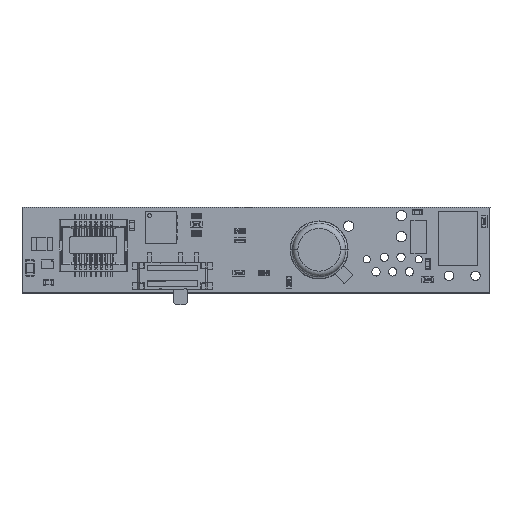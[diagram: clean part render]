
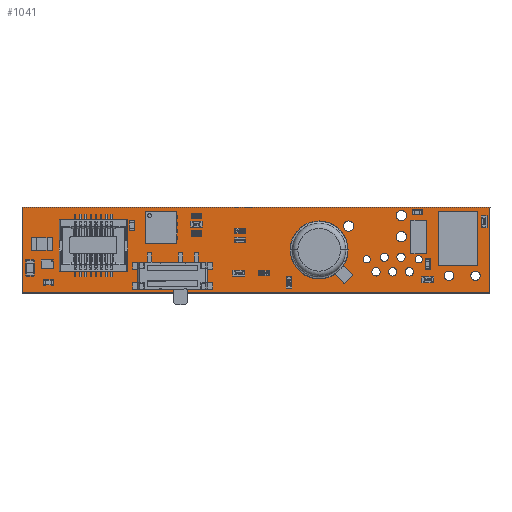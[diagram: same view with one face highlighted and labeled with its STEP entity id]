
A CAD part, top view. The second image highlights one B-rep face of the part: STEP entity #1041.
In plain terms, the highlighted planar face has unit normal (0, 0, 1).
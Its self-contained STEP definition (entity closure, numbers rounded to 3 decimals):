
#264 = VERTEX_POINT('',#265);
#265 = CARTESIAN_POINT('',(0.,0.,0.817));
#271 = EDGE_CURVE('',#264,#272,#274,.T.);
#272 = VERTEX_POINT('',#273);
#273 = CARTESIAN_POINT('',(0.,8.255,0.817));
#274 = LINE('',#275,#276);
#275 = CARTESIAN_POINT('',(0.,0.,0.817));
#276 = VECTOR('',#277,1.);
#277 = DIRECTION('',(0.,1.,0.));
#302 = EDGE_CURVE('',#272,#303,#305,.T.);
#303 = VERTEX_POINT('',#304);
#304 = CARTESIAN_POINT('',(44.959,8.255,0.817));
#305 = LINE('',#306,#307);
#306 = CARTESIAN_POINT('',(0.,8.255,0.817));
#307 = VECTOR('',#308,1.);
#308 = DIRECTION('',(1.,0.,0.));
#333 = EDGE_CURVE('',#303,#334,#336,.T.);
#334 = VERTEX_POINT('',#335);
#335 = CARTESIAN_POINT('',(44.956,0.,0.817));
#336 = LINE('',#337,#338);
#337 = CARTESIAN_POINT('',(44.959,8.255,0.817));
#338 = VECTOR('',#339,1.);
#339 = DIRECTION('',(0.,-1.,0.));
#364 = EDGE_CURVE('',#334,#264,#365,.T.);
#365 = LINE('',#366,#367);
#366 = CARTESIAN_POINT('',(44.956,0.,0.817));
#367 = VECTOR('',#368,1.);
#368 = DIRECTION('',(-1.,0.,0.));
#388 = VERTEX_POINT('',#389);
#389 = CARTESIAN_POINT('',(16.428,1.651,0.817));
#395 = EDGE_CURVE('',#388,#388,#396,.T.);
#396 = CIRCLE('',#397,0.45);
#397 = AXIS2_PLACEMENT_3D('',#398,#399,#400);
#398 = CARTESIAN_POINT('',(15.978,1.651,0.817));
#399 = DIRECTION('',(0.,0.,1.));
#400 = DIRECTION('',(1.,0.,0.));
#421 = VERTEX_POINT('',#422);
#422 = CARTESIAN_POINT('',(13.428,1.651,0.817));
#428 = EDGE_CURVE('',#421,#421,#429,.T.);
#429 = CIRCLE('',#430,0.45);
#430 = AXIS2_PLACEMENT_3D('',#431,#432,#433);
#431 = CARTESIAN_POINT('',(12.978,1.651,0.817));
#432 = DIRECTION('',(0.,0.,1.));
#433 = DIRECTION('',(1.,0.,0.));
#454 = VERTEX_POINT('',#455);
#455 = CARTESIAN_POINT('',(34.411,2.032,0.817));
#461 = EDGE_CURVE('',#454,#454,#462,.T.);
#462 = CIRCLE('',#463,0.4);
#463 = AXIS2_PLACEMENT_3D('',#464,#465,#466);
#464 = CARTESIAN_POINT('',(34.011,2.032,0.817));
#465 = DIRECTION('',(0.,0.,1.));
#466 = DIRECTION('',(1.,0.,0.));
#487 = VERTEX_POINT('',#488);
#488 = CARTESIAN_POINT('',(28.85,2.858,0.817));
#494 = EDGE_CURVE('',#487,#487,#495,.T.);
#495 = CIRCLE('',#496,0.35);
#496 = AXIS2_PLACEMENT_3D('',#497,#498,#499);
#497 = CARTESIAN_POINT('',(28.5,2.858,0.817));
#498 = DIRECTION('',(0.,0.,1.));
#499 = DIRECTION('',(1.,0.,0.));
#520 = VERTEX_POINT('',#521);
#521 = CARTESIAN_POINT('',(27.58,4.128,0.817));
#527 = EDGE_CURVE('',#520,#520,#528,.T.);
#528 = CIRCLE('',#529,0.35);
#529 = AXIS2_PLACEMENT_3D('',#530,#531,#532);
#530 = CARTESIAN_POINT('',(27.23,4.128,0.817));
#531 = DIRECTION('',(0.,0.,1.));
#532 = DIRECTION('',(1.,0.,0.));
#553 = VERTEX_POINT('',#554);
#554 = CARTESIAN_POINT('',(28.85,5.398,0.817));
#560 = EDGE_CURVE('',#553,#553,#561,.T.);
#561 = CIRCLE('',#562,0.35);
#562 = AXIS2_PLACEMENT_3D('',#563,#564,#565);
#563 = CARTESIAN_POINT('',(28.5,5.398,0.817));
#564 = DIRECTION('',(0.,0.,1.));
#565 = DIRECTION('',(1.,0.,0.));
#586 = VERTEX_POINT('',#587);
#587 = CARTESIAN_POINT('',(33.461,3.232,0.817));
#593 = EDGE_CURVE('',#586,#586,#594,.T.);
#594 = CIRCLE('',#595,0.35);
#595 = AXIS2_PLACEMENT_3D('',#596,#597,#598);
#596 = CARTESIAN_POINT('',(33.111,3.232,0.817));
#597 = DIRECTION('',(0.,0.,1.));
#598 = DIRECTION('',(1.,0.,0.));
#619 = VERTEX_POINT('',#620);
#620 = CARTESIAN_POINT('',(30.12,4.128,0.817));
#626 = EDGE_CURVE('',#619,#619,#627,.T.);
#627 = CIRCLE('',#628,0.35);
#628 = AXIS2_PLACEMENT_3D('',#629,#630,#631);
#629 = CARTESIAN_POINT('',(29.77,4.128,0.817));
#630 = DIRECTION('',(0.,0.,1.));
#631 = DIRECTION('',(1.,0.,0.));
#652 = VERTEX_POINT('',#653);
#653 = CARTESIAN_POINT('',(31.864,6.424,0.817));
#659 = EDGE_CURVE('',#652,#652,#660,.T.);
#660 = CIRCLE('',#661,0.495);
#661 = AXIS2_PLACEMENT_3D('',#662,#663,#664);
#662 = CARTESIAN_POINT('',(31.369,6.424,0.817));
#663 = DIRECTION('',(0.,0.,1.));
#664 = DIRECTION('',(1.,0.,0.));
#685 = VERTEX_POINT('',#686);
#686 = CARTESIAN_POINT('',(37.611,2.032,0.817));
#692 = EDGE_CURVE('',#685,#685,#693,.T.);
#693 = CIRCLE('',#694,0.4);
#694 = AXIS2_PLACEMENT_3D('',#695,#696,#697);
#695 = CARTESIAN_POINT('',(37.211,2.032,0.817));
#696 = DIRECTION('',(0.,0.,1.));
#697 = DIRECTION('',(1.,0.,0.));
#718 = VERTEX_POINT('',#719);
#719 = CARTESIAN_POINT('',(36.011,2.032,0.817));
#725 = EDGE_CURVE('',#718,#718,#726,.T.);
#726 = CIRCLE('',#727,0.4);
#727 = AXIS2_PLACEMENT_3D('',#728,#729,#730);
#728 = CARTESIAN_POINT('',(35.611,2.032,0.817));
#729 = DIRECTION('',(0.,0.,1.));
#730 = DIRECTION('',(1.,0.,0.));
#751 = VERTEX_POINT('',#752);
#752 = CARTESIAN_POINT('',(44.011,1.651,0.817));
#758 = EDGE_CURVE('',#751,#751,#759,.T.);
#759 = CIRCLE('',#760,0.45);
#760 = AXIS2_PLACEMENT_3D('',#761,#762,#763);
#761 = CARTESIAN_POINT('',(43.561,1.651,0.817));
#762 = DIRECTION('',(0.,0.,1.));
#763 = DIRECTION('',(1.,0.,0.));
#784 = VERTEX_POINT('',#785);
#785 = CARTESIAN_POINT('',(41.471,1.651,0.817));
#791 = EDGE_CURVE('',#784,#784,#792,.T.);
#792 = CIRCLE('',#793,0.45);
#793 = AXIS2_PLACEMENT_3D('',#794,#795,#796);
#794 = CARTESIAN_POINT('',(41.021,1.651,0.817));
#795 = DIRECTION('',(0.,0.,1.));
#796 = DIRECTION('',(1.,0.,0.));
#817 = VERTEX_POINT('',#818);
#818 = CARTESIAN_POINT('',(36.811,3.432,0.817));
#824 = EDGE_CURVE('',#817,#817,#825,.T.);
#825 = CIRCLE('',#826,0.4);
#826 = AXIS2_PLACEMENT_3D('',#827,#828,#829);
#827 = CARTESIAN_POINT('',(36.411,3.432,0.817));
#828 = DIRECTION('',(0.,0.,1.));
#829 = DIRECTION('',(1.,0.,0.));
#850 = VERTEX_POINT('',#851);
#851 = CARTESIAN_POINT('',(35.211,3.432,0.817));
#857 = EDGE_CURVE('',#850,#850,#858,.T.);
#858 = CIRCLE('',#859,0.4);
#859 = AXIS2_PLACEMENT_3D('',#860,#861,#862);
#860 = CARTESIAN_POINT('',(34.811,3.432,0.817));
#861 = DIRECTION('',(0.,0.,1.));
#862 = DIRECTION('',(1.,0.,0.));
#883 = VERTEX_POINT('',#884);
#884 = CARTESIAN_POINT('',(38.461,3.232,0.817));
#890 = EDGE_CURVE('',#883,#883,#891,.T.);
#891 = CIRCLE('',#892,0.35);
#892 = AXIS2_PLACEMENT_3D('',#893,#894,#895);
#893 = CARTESIAN_POINT('',(38.111,3.232,0.817));
#894 = DIRECTION('',(0.,0.,1.));
#895 = DIRECTION('',(1.,0.,0.));
#916 = VERTEX_POINT('',#917);
#917 = CARTESIAN_POINT('',(36.944,7.44,0.817));
#923 = EDGE_CURVE('',#916,#916,#924,.T.);
#924 = CIRCLE('',#925,0.495);
#925 = AXIS2_PLACEMENT_3D('',#926,#927,#928);
#926 = CARTESIAN_POINT('',(36.449,7.44,0.817));
#927 = DIRECTION('',(0.,0.,1.));
#928 = DIRECTION('',(1.,0.,0.));
#949 = VERTEX_POINT('',#950);
#950 = CARTESIAN_POINT('',(36.944,5.408,0.817));
#956 = EDGE_CURVE('',#949,#949,#957,.T.);
#957 = CIRCLE('',#958,0.495);
#958 = AXIS2_PLACEMENT_3D('',#959,#960,#961);
#959 = CARTESIAN_POINT('',(36.449,5.408,0.817));
#960 = DIRECTION('',(0.,0.,1.));
#961 = DIRECTION('',(1.,0.,0.));
#1041 = ADVANCED_FACE('',(#1042,#1048,#1051,#1054,#1057,#1060,#1063,
    #1066,#1069,#1072,#1075,#1078,#1081,#1084,#1087,#1090,#1093,#1096,
    #1099),#1102,.T.);
#1042 = FACE_BOUND('',#1043,.F.);
#1043 = EDGE_LOOP('',(#1044,#1045,#1046,#1047));
#1044 = ORIENTED_EDGE('',*,*,#271,.T.);
#1045 = ORIENTED_EDGE('',*,*,#302,.T.);
#1046 = ORIENTED_EDGE('',*,*,#333,.T.);
#1047 = ORIENTED_EDGE('',*,*,#364,.T.);
#1048 = FACE_BOUND('',#1049,.T.);
#1049 = EDGE_LOOP('',(#1050));
#1050 = ORIENTED_EDGE('',*,*,#395,.F.);
#1051 = FACE_BOUND('',#1052,.T.);
#1052 = EDGE_LOOP('',(#1053));
#1053 = ORIENTED_EDGE('',*,*,#428,.F.);
#1054 = FACE_BOUND('',#1055,.T.);
#1055 = EDGE_LOOP('',(#1056));
#1056 = ORIENTED_EDGE('',*,*,#461,.F.);
#1057 = FACE_BOUND('',#1058,.T.);
#1058 = EDGE_LOOP('',(#1059));
#1059 = ORIENTED_EDGE('',*,*,#494,.F.);
#1060 = FACE_BOUND('',#1061,.T.);
#1061 = EDGE_LOOP('',(#1062));
#1062 = ORIENTED_EDGE('',*,*,#527,.F.);
#1063 = FACE_BOUND('',#1064,.T.);
#1064 = EDGE_LOOP('',(#1065));
#1065 = ORIENTED_EDGE('',*,*,#560,.F.);
#1066 = FACE_BOUND('',#1067,.T.);
#1067 = EDGE_LOOP('',(#1068));
#1068 = ORIENTED_EDGE('',*,*,#593,.F.);
#1069 = FACE_BOUND('',#1070,.T.);
#1070 = EDGE_LOOP('',(#1071));
#1071 = ORIENTED_EDGE('',*,*,#626,.F.);
#1072 = FACE_BOUND('',#1073,.T.);
#1073 = EDGE_LOOP('',(#1074));
#1074 = ORIENTED_EDGE('',*,*,#659,.F.);
#1075 = FACE_BOUND('',#1076,.T.);
#1076 = EDGE_LOOP('',(#1077));
#1077 = ORIENTED_EDGE('',*,*,#692,.F.);
#1078 = FACE_BOUND('',#1079,.T.);
#1079 = EDGE_LOOP('',(#1080));
#1080 = ORIENTED_EDGE('',*,*,#725,.F.);
#1081 = FACE_BOUND('',#1082,.T.);
#1082 = EDGE_LOOP('',(#1083));
#1083 = ORIENTED_EDGE('',*,*,#758,.F.);
#1084 = FACE_BOUND('',#1085,.T.);
#1085 = EDGE_LOOP('',(#1086));
#1086 = ORIENTED_EDGE('',*,*,#791,.F.);
#1087 = FACE_BOUND('',#1088,.T.);
#1088 = EDGE_LOOP('',(#1089));
#1089 = ORIENTED_EDGE('',*,*,#824,.F.);
#1090 = FACE_BOUND('',#1091,.T.);
#1091 = EDGE_LOOP('',(#1092));
#1092 = ORIENTED_EDGE('',*,*,#857,.F.);
#1093 = FACE_BOUND('',#1094,.T.);
#1094 = EDGE_LOOP('',(#1095));
#1095 = ORIENTED_EDGE('',*,*,#890,.F.);
#1096 = FACE_BOUND('',#1097,.T.);
#1097 = EDGE_LOOP('',(#1098));
#1098 = ORIENTED_EDGE('',*,*,#923,.F.);
#1099 = FACE_BOUND('',#1100,.T.);
#1100 = EDGE_LOOP('',(#1101));
#1101 = ORIENTED_EDGE('',*,*,#956,.F.);
#1102 = PLANE('',#1103);
#1103 = AXIS2_PLACEMENT_3D('',#1104,#1105,#1106);
#1104 = CARTESIAN_POINT('',(0.,0.,0.817));
#1105 = DIRECTION('',(0.,0.,1.));
#1106 = DIRECTION('',(1.,0.,0.));
